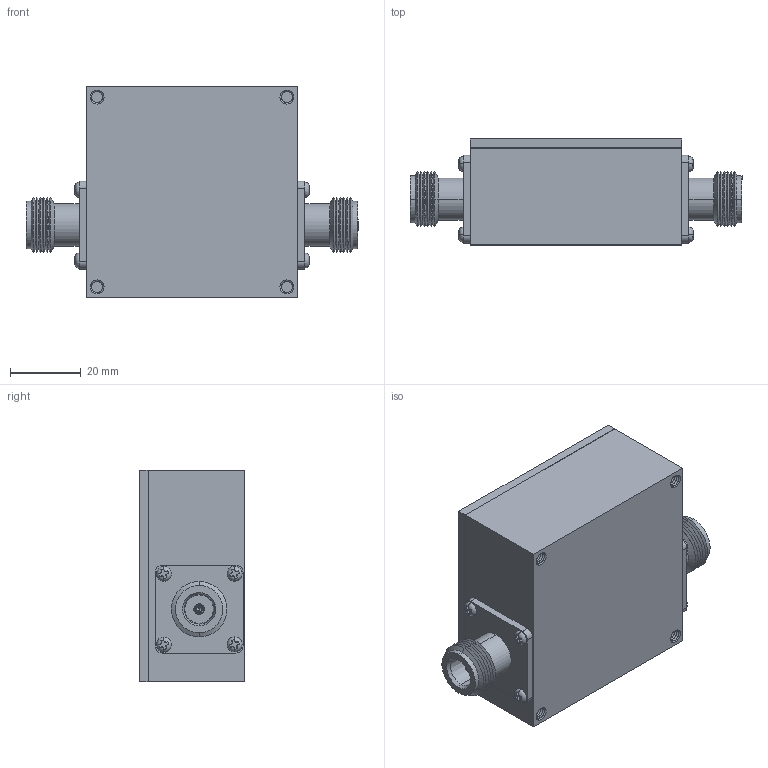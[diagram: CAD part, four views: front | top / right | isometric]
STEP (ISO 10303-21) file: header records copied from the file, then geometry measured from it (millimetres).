
FILE_DESCRIPTION (( 'STEP AP214' ), '1' );
FILE_NAME ('BPF5800A.STEP', '2016-03-10T15:44:18', ( 'L-Com' ), ( 'L-Com Global Connectivity' ), 'SwSTEP 2.0', 'SolidWorks 2014', '' );
FILE_SCHEMA (( 'AUTOMOTIVE_DESIGN' ));
Length unit declared in the file: inch
Products named in the file (3): BPF5800A_N-FEMALE; BPF5800A_Body; BPF5800A
Assembly tree (3 placements, depth 2):
  BPF5800A
    BPF5800A_Body
    BPF5800A_N-FEMALE  x2
Bounding box: 94.18 x 29.97 x 59.94 mm (x, y, z)
Volume: 111052 mm3; surface area: 22012.4 mm2
Topology: 3 solids, 3 shells, 702 faces, 1670 edges, 1026 vertices
Faces by surface type: plane 352, cone 280, cylinder 54, torus 16
Entity records: 15820 total; most frequent: CARTESIAN_POINT 2857, DIRECTION 2728, ORIENTED_EDGE 2604, EDGE_CURVE 1302, AXIS2_PLACEMENT_3D 922, LINE 884, VECTOR 884, VERTEX_POINT 795
